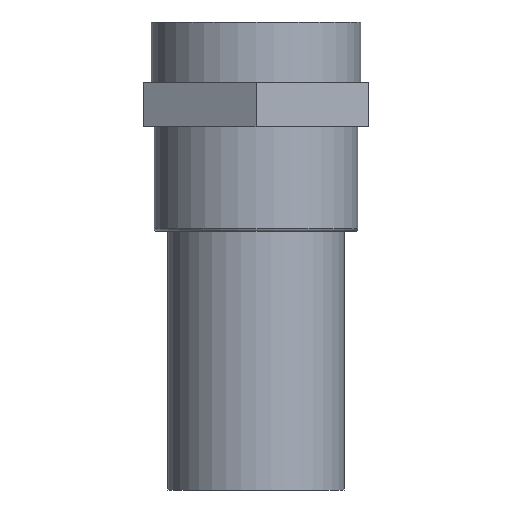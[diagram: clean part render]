
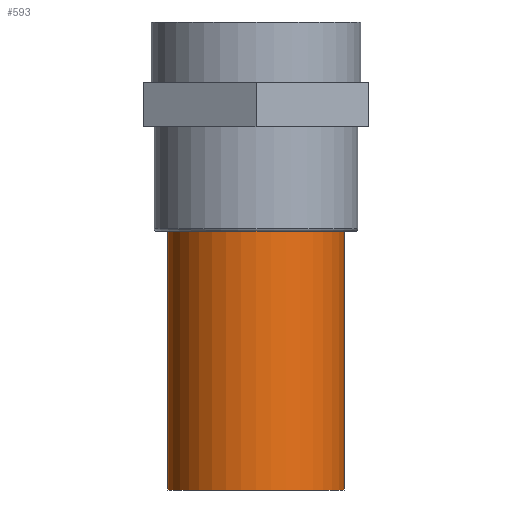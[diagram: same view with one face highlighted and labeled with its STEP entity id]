
A CAD part, front view. The second image highlights one B-rep face of the part: STEP entity #593.
In plain terms, the highlighted cylindrical face has radius 16 mm (diameter 32 mm), a partial arc.
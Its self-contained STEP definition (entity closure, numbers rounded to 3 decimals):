
#54 = FACE_OUTER_BOUND ( 'NONE', #765, .T. ) ;
#144 = ORIENTED_EDGE ( 'NONE', *, *, #780, .F. ) ;
#147 = CIRCLE ( 'NONE', #789, 16. ) ;
#232 = DIRECTION ( 'NONE',  ( 0., 0., 1. ) ) ;
#253 = CIRCLE ( 'NONE', #424, 16. ) ;
#271 = DIRECTION ( 'NONE',  ( 1., 0., 0. ) ) ;
#275 = VECTOR ( 'NONE', #232, 1000. ) ;
#282 = ORIENTED_EDGE ( 'NONE', *, *, #453, .T. ) ;
#288 = ORIENTED_EDGE ( 'NONE', *, *, #595, .F. ) ;
#315 = DIRECTION ( 'NONE',  ( 0., 0., 1. ) ) ;
#334 = DIRECTION ( 'NONE',  ( 1., 0., 0. ) ) ;
#373 = DIRECTION ( 'NONE',  ( 1., 0., 0. ) ) ;
#424 = AXIS2_PLACEMENT_3D ( 'NONE', #707, #991, #271 ) ;
#449 = VERTEX_POINT ( 'NONE', #1040 ) ;
#450 = VECTOR ( 'NONE', #315, 1000. ) ;
#453 = EDGE_CURVE ( 'NONE', #498, #455, #683, .T. ) ;
#455 = VERTEX_POINT ( 'NONE', #613 ) ;
#478 = CYLINDRICAL_SURFACE ( 'NONE', #863, 16. ) ;
#494 = ORIENTED_EDGE ( 'NONE', *, *, #859, .T. ) ;
#498 = VERTEX_POINT ( 'NONE', #547 ) ;
#547 = CARTESIAN_POINT ( 'NONE',  ( 16., 0., -85. ) ) ;
#593 = ADVANCED_FACE ( 'NONE', ( #54 ), #478, .T. ) ;
#595 = EDGE_CURVE ( 'NONE', #797, #455, #253, .T. ) ;
#613 = CARTESIAN_POINT ( 'NONE',  ( 16., 0., -38. ) ) ;
#666 = CARTESIAN_POINT ( 'NONE',  ( -16., 0., -38. ) ) ;
#683 = LINE ( 'NONE', #969, #275 ) ;
#707 = CARTESIAN_POINT ( 'NONE',  ( 0., 0., -38. ) ) ;
#735 = LINE ( 'NONE', #1024, #450 ) ;
#749 = CARTESIAN_POINT ( 'NONE',  ( 0., 0., -85. ) ) ;
#765 = EDGE_LOOP ( 'NONE', ( #144, #494, #282, #288 ) ) ;
#778 = CARTESIAN_POINT ( 'NONE',  ( 0., 0., 0. ) ) ;
#780 = EDGE_CURVE ( 'NONE', #449, #797, #735, .T. ) ;
#789 = AXIS2_PLACEMENT_3D ( 'NONE', #749, #1038, #334 ) ;
#797 = VERTEX_POINT ( 'NONE', #666 ) ;
#859 = EDGE_CURVE ( 'NONE', #449, #498, #147, .T. ) ;
#863 = AXIS2_PLACEMENT_3D ( 'NONE', #778, #1066, #373 ) ;
#969 = CARTESIAN_POINT ( 'NONE',  ( 16., 0., 0. ) ) ;
#991 = DIRECTION ( 'NONE',  ( 0., 0., 1. ) ) ;
#1024 = CARTESIAN_POINT ( 'NONE',  ( -16., 0., 0. ) ) ;
#1038 = DIRECTION ( 'NONE',  ( 0., 0., 1. ) ) ;
#1040 = CARTESIAN_POINT ( 'NONE',  ( -16., 0., -85. ) ) ;
#1066 = DIRECTION ( 'NONE',  ( 0., 0., 1. ) ) ;
